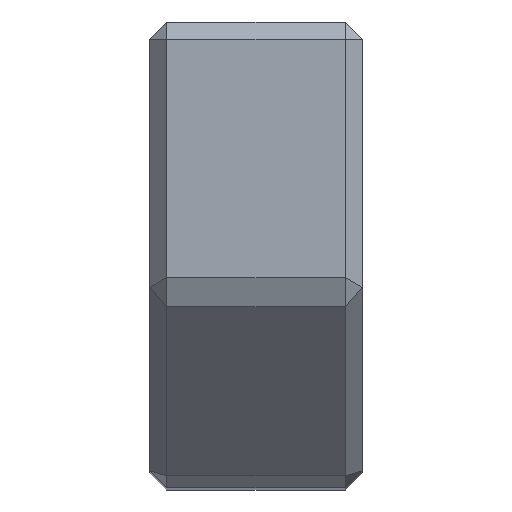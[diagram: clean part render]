
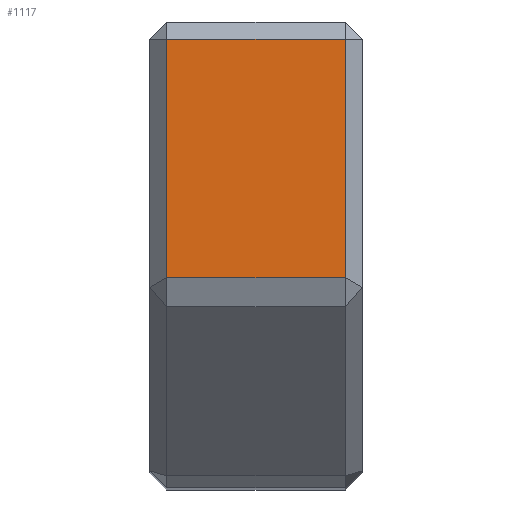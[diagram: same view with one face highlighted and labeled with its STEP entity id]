
A CAD part, top view. The second image highlights one B-rep face of the part: STEP entity #1117.
In plain terms, the highlighted planar face has unit normal (0, 0, 1).
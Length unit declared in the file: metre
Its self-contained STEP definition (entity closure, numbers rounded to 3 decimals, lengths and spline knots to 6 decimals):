
#55=ORIENTED_EDGE('',*,*,#367,.T.);
#56=ORIENTED_EDGE('',*,*,#368,.T.);
#57=ORIENTED_EDGE('',*,*,#369,.T.);
#58=ORIENTED_EDGE('',*,*,#370,.T.);
#367=EDGE_CURVE('',#523,#524,#606,.T.);
#368=EDGE_CURVE('',#524,#525,#607,.T.);
#369=EDGE_CURVE('',#525,#526,#608,.T.);
#370=EDGE_CURVE('',#526,#523,#609,.T.);
#523=VERTEX_POINT('',#1685);
#524=VERTEX_POINT('',#1686);
#525=VERTEX_POINT('',#1688);
#526=VERTEX_POINT('',#1690);
#606=LINE('',#1684,#758);
#607=LINE('',#1687,#759);
#608=LINE('',#1689,#760);
#609=LINE('',#1691,#761);
#758=VECTOR('',#1335,1.);
#759=VECTOR('',#1336,1.);
#760=VECTOR('',#1337,1.);
#761=VECTOR('',#1338,1.);
#878=EDGE_LOOP('',(#55,#56,#57,#58));
#960=FACE_BOUND('',#878,.T.);
#1041=PLANE('',#1209);
#1117=ADVANCED_FACE('',(#960),#1041,.F.);
#1209=AXIS2_PLACEMENT_3D('',#1683,#1333,#1334);
#1333=DIRECTION('',(0.,0.,-1.));
#1334=DIRECTION('',(-1.,0.,0.));
#1335=DIRECTION('',(0.,-1.,0.));
#1336=DIRECTION('',(1.,0.,0.));
#1337=DIRECTION('',(0.,1.,0.));
#1338=DIRECTION('',(-1.,0.,0.));
#1683=CARTESIAN_POINT('',(0.009906,-0.0127,0.0762));
#1684=CARTESIAN_POINT('',(-0.008319,-0.0127,0.0762));
#1685=CARTESIAN_POINT('',(-0.008319,-0.001588,0.0762));
#1686=CARTESIAN_POINT('',(-0.008319,-0.023813,0.0762));
#1687=CARTESIAN_POINT('',(0.009906,-0.023813,0.0762));
#1688=CARTESIAN_POINT('',(0.008319,-0.023813,0.0762));
#1689=CARTESIAN_POINT('',(0.008319,0.,0.0762));
#1690=CARTESIAN_POINT('',(0.008319,-0.001588,0.0762));
#1691=CARTESIAN_POINT('',(0.009906,-0.001588,0.0762));
